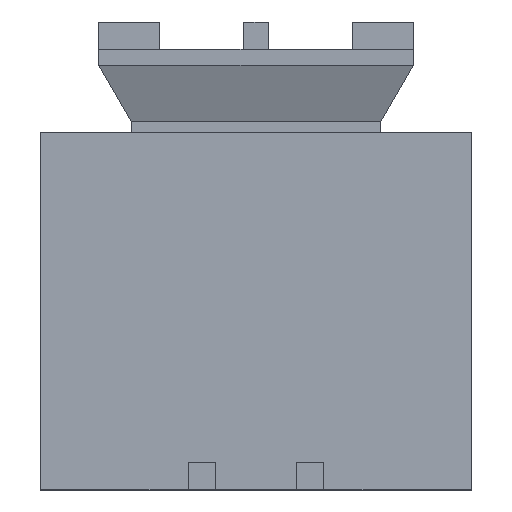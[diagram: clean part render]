
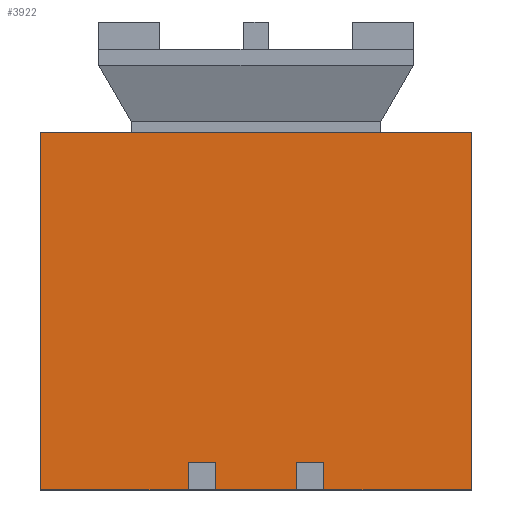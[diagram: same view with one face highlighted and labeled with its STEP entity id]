
A CAD part, front view. The second image highlights one B-rep face of the part: STEP entity #3922.
In plain terms, the highlighted face is planar.
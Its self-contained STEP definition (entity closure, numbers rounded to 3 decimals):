
#254=FACE_OUTER_BOUND('',#386,.T.);
#386=EDGE_LOOP('',(#3551,#3552,#3553,#3554,#3555,#3556,#3557,#3558,#3559,
#3560,#3561,#3562));
#927=LINE('',#6412,#1583);
#928=LINE('',#6414,#1584);
#929=LINE('',#6416,#1585);
#930=LINE('',#6418,#1586);
#931=LINE('',#6420,#1587);
#932=LINE('',#6422,#1588);
#933=LINE('',#6424,#1589);
#934=LINE('',#6426,#1590);
#935=LINE('',#6428,#1591);
#936=LINE('',#6430,#1592);
#937=LINE('',#6432,#1593);
#938=LINE('',#6433,#1594);
#1583=VECTOR('',#5082,10.);
#1584=VECTOR('',#5083,10.);
#1585=VECTOR('',#5084,10.);
#1586=VECTOR('',#5085,10.);
#1587=VECTOR('',#5086,10.);
#1588=VECTOR('',#5087,10.);
#1589=VECTOR('',#5088,10.);
#1590=VECTOR('',#5089,10.);
#1591=VECTOR('',#5090,10.);
#1592=VECTOR('',#5091,10.);
#1593=VECTOR('',#5092,10.);
#1594=VECTOR('',#5093,10.);
#2239=VERTEX_POINT('',#6410);
#2240=VERTEX_POINT('',#6411);
#2241=VERTEX_POINT('',#6413);
#2242=VERTEX_POINT('',#6415);
#2243=VERTEX_POINT('',#6417);
#2244=VERTEX_POINT('',#6419);
#2245=VERTEX_POINT('',#6421);
#2246=VERTEX_POINT('',#6423);
#2247=VERTEX_POINT('',#6425);
#2248=VERTEX_POINT('',#6427);
#2249=VERTEX_POINT('',#6429);
#2250=VERTEX_POINT('',#6431);
#2895=EDGE_CURVE('',#2239,#2240,#927,.T.);
#2896=EDGE_CURVE('',#2241,#2239,#928,.T.);
#2897=EDGE_CURVE('',#2242,#2241,#929,.T.);
#2898=EDGE_CURVE('',#2243,#2242,#930,.T.);
#2899=EDGE_CURVE('',#2244,#2243,#931,.T.);
#2900=EDGE_CURVE('',#2245,#2244,#932,.T.);
#2901=EDGE_CURVE('',#2246,#2245,#933,.T.);
#2902=EDGE_CURVE('',#2247,#2246,#934,.T.);
#2903=EDGE_CURVE('',#2248,#2247,#935,.T.);
#2904=EDGE_CURVE('',#2249,#2248,#936,.T.);
#2905=EDGE_CURVE('',#2250,#2249,#937,.T.);
#2906=EDGE_CURVE('',#2240,#2250,#938,.T.);
#3551=ORIENTED_EDGE('',*,*,#2895,.F.);
#3552=ORIENTED_EDGE('',*,*,#2896,.F.);
#3553=ORIENTED_EDGE('',*,*,#2897,.F.);
#3554=ORIENTED_EDGE('',*,*,#2898,.F.);
#3555=ORIENTED_EDGE('',*,*,#2899,.F.);
#3556=ORIENTED_EDGE('',*,*,#2900,.F.);
#3557=ORIENTED_EDGE('',*,*,#2901,.F.);
#3558=ORIENTED_EDGE('',*,*,#2902,.F.);
#3559=ORIENTED_EDGE('',*,*,#2903,.F.);
#3560=ORIENTED_EDGE('',*,*,#2904,.F.);
#3561=ORIENTED_EDGE('',*,*,#2905,.F.);
#3562=ORIENTED_EDGE('',*,*,#2906,.F.);
#3794=PLANE('',#4320);
#3922=ADVANCED_FACE('',(#254),#3794,.T.);
#4320=AXIS2_PLACEMENT_3D('',#6409,#5080,#5081);
#5080=DIRECTION('center_axis',(0.,0.,1.));
#5081=DIRECTION('ref_axis',(-1.,0.,0.));
#5082=DIRECTION('',(0.,1.,0.));
#5083=DIRECTION('',(-1.,0.,0.));
#5084=DIRECTION('',(0.,-1.,0.));
#5085=DIRECTION('',(1.,0.,0.));
#5086=DIRECTION('',(0.,1.,0.));
#5087=DIRECTION('',(-1.,0.,0.));
#5088=DIRECTION('',(0.,-1.,0.));
#5089=DIRECTION('',(-1.,0.,0.));
#5090=DIRECTION('',(0.,1.,0.));
#5091=DIRECTION('',(-1.,0.,0.));
#5092=DIRECTION('',(0.,-1.,0.));
#5093=DIRECTION('',(-1.,0.,0.));
#6409=CARTESIAN_POINT('Origin',(8.745,-0.66,3.975));
#6410=CARTESIAN_POINT('',(5.225,0.,3.975));
#6411=CARTESIAN_POINT('',(5.225,0.5,3.975));
#6412=CARTESIAN_POINT('',(5.225,0.,3.975));
#6413=CARTESIAN_POINT('',(7.95,0.,3.975));
#6414=CARTESIAN_POINT('',(7.95,0.,3.975));
#6415=CARTESIAN_POINT('',(7.95,6.6,3.975));
#6416=CARTESIAN_POINT('',(7.95,6.6,3.975));
#6417=CARTESIAN_POINT('',(0.,6.6,3.975));
#6418=CARTESIAN_POINT('',(0.,6.6,3.975));
#6419=CARTESIAN_POINT('',(0.,0.,3.975));
#6420=CARTESIAN_POINT('',(0.,0.,3.975));
#6421=CARTESIAN_POINT('',(2.725,0.,3.975));
#6422=CARTESIAN_POINT('',(2.725,0.,3.975));
#6423=CARTESIAN_POINT('',(2.725,0.5,3.975));
#6424=CARTESIAN_POINT('',(2.725,0.5,3.975));
#6425=CARTESIAN_POINT('',(3.225,0.5,3.975));
#6426=CARTESIAN_POINT('',(3.225,0.5,3.975));
#6427=CARTESIAN_POINT('',(3.225,0.,3.975));
#6428=CARTESIAN_POINT('',(3.225,0.,3.975));
#6429=CARTESIAN_POINT('',(4.725,0.,3.975));
#6430=CARTESIAN_POINT('',(4.725,0.,3.975));
#6431=CARTESIAN_POINT('',(4.725,0.5,3.975));
#6432=CARTESIAN_POINT('',(4.725,0.5,3.975));
#6433=CARTESIAN_POINT('',(5.225,0.5,3.975));
